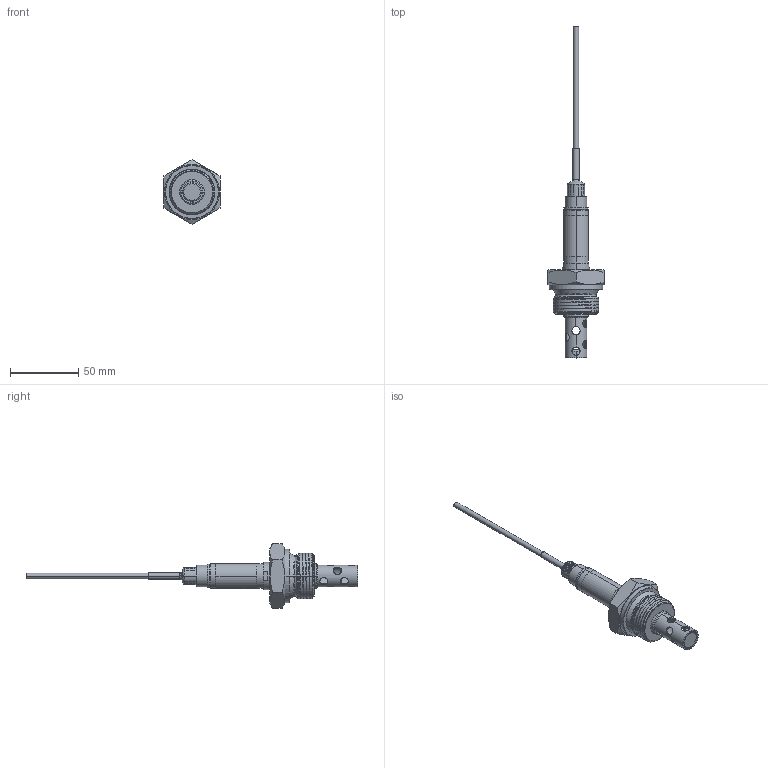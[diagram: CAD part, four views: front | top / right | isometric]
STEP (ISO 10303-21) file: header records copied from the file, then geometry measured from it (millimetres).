
FILE_DESCRIPTION (( 'STEP AP214' ), '1' );
FILE_NAME ('50mm.STEP', '2025-03-25T14:08:02', ( '' ), ( '' ), 'SwSTEP 2.0', 'SolidWorks 2023', '' );
FILE_SCHEMA (( 'AUTOMOTIVE_DESIGN' ));
Length unit declared in the file: millimetre
Products named in the file (10): TR03228_1_AST_G1_OU___06932795_2.stp; TR03228_1_TYPENSCHILD_06948184_2.stp; TR_03228_1_SCHWEISSNA_06953690_2.stp; PRT0001_______________06947702_2.stp; TR03228_1_GEH_D18_____06931674_2.stp; 50mm; CLS-1000_Metall_tr03228_1 (002).stp; Boden; TR03228_1_RDSTKV_M12X_06931677_2.stp; Rohr
Assembly tree (11 placements, depth 3):
  50mm
    CLS-1000_Metall_tr03228_1 (002).stp
      TR03228_1_AST_G1_OU___06932795_2.stp
      TR_03228_1_SCHWEISSNA_06953690_2.stp  x3
      TR03228_1_GEH_D18_____06931674_2.stp
      TR03228_1_RDSTKV_M12X_06931677_2.stp
      PRT0001_______________06947702_2.stp
      TR03228_1_TYPENSCHILD_06948184_2.stp
    Boden
    Rohr
Bounding box: 41 x 243 x 47.34 mm (x, y, z)
Volume: 4319.9 mm3; surface area: 30064.5 mm2
Topology: 7 solids, 16 shells, 293 faces, 747 edges, 483 vertices
Faces by surface type: cylinder 136, plane 78, torus 35, cone 29, bspline 15
Entity records: 16540 total; most frequent: CARTESIAN_POINT 9743, ORIENTED_EDGE 1430, DIRECTION 1211, EDGE_CURVE 727, AXIS2_PLACEMENT_3D 504, VERTEX_POINT 471, EDGE_LOOP 324, B_SPLINE_CURVE_WITH_KNOTS 304
